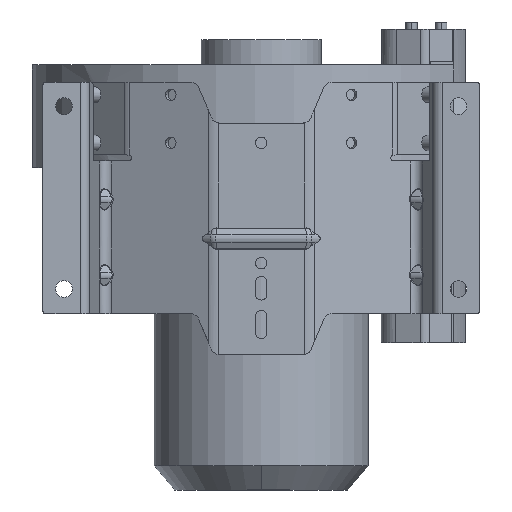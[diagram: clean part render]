
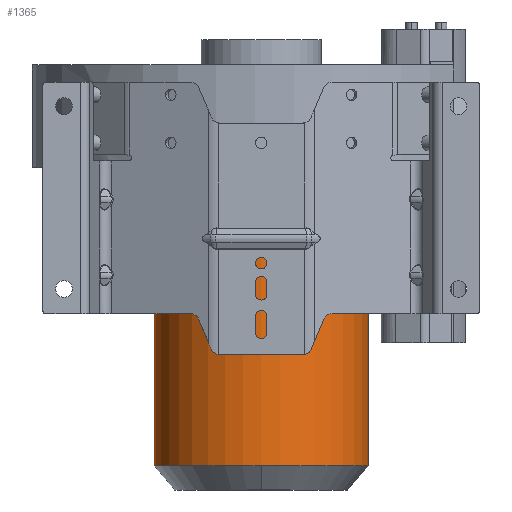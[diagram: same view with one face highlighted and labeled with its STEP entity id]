
A CAD part, front view. The second image highlights one B-rep face of the part: STEP entity #1365.
In plain terms, the highlighted cylindrical face has radius 89 mm (diameter 178 mm), a partial arc.
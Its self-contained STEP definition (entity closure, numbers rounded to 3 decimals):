
#658=CYLINDRICAL_SURFACE('',#9070,89.);
#1007=CIRCLE('',#9067,89.);
#1008=CIRCLE('',#9068,89.);
#1009=CIRCLE('',#9069,89.);
#1365=ADVANCED_FACE('',(#2043),#658,.T.);
#2043=FACE_OUTER_BOUND('',#2542,.T.);
#2542=EDGE_LOOP('',(#3361,#3362,#3363,#3364,#3365));
#3361=ORIENTED_EDGE('',*,*,#6703,.F.);
#3362=ORIENTED_EDGE('',*,*,#6704,.T.);
#3363=ORIENTED_EDGE('',*,*,#6705,.T.);
#3364=ORIENTED_EDGE('',*,*,#6706,.F.);
#3365=ORIENTED_EDGE('',*,*,#6707,.F.);
#5810=VERTEX_POINT('',#12534);
#5811=VERTEX_POINT('',#12535);
#5812=VERTEX_POINT('',#12537);
#5813=VERTEX_POINT('',#12539);
#5814=VERTEX_POINT('',#12541);
#6703=EDGE_CURVE('',#5810,#5811,#7873,.T.);
#6704=EDGE_CURVE('',#5810,#5812,#1007,.T.);
#6705=EDGE_CURVE('',#5812,#5813,#7874,.T.);
#6706=EDGE_CURVE('',#5814,#5813,#1008,.T.);
#6707=EDGE_CURVE('',#5811,#5814,#1009,.T.);
#7873=LINE('',#12533,#8428);
#7874=LINE('',#12538,#8429);
#8428=VECTOR('',#10219,1.);
#8429=VECTOR('',#10222,1.);
#9067=AXIS2_PLACEMENT_3D('',#12536,#10220,#10221);
#9068=AXIS2_PLACEMENT_3D('',#12540,#10223,#10224);
#9069=AXIS2_PLACEMENT_3D('',#12542,#10225,#10226);
#9070=AXIS2_PLACEMENT_3D('',#12543,#10227,#10228);
#10219=DIRECTION('',(0.,0.,-1.));
#10220=DIRECTION('',(0.,0.,-1.));
#10221=DIRECTION('',(1.,0.,0.));
#10222=DIRECTION('',(0.,0.,-1.));
#10223=DIRECTION('',(0.,0.,-1.));
#10224=DIRECTION('',(1.,0.,0.));
#10225=DIRECTION('',(0.,0.,-1.));
#10226=DIRECTION('',(1.,0.,0.));
#10227=DIRECTION('',(0.,0.,-1.));
#10228=DIRECTION('',(1.,0.,0.));
#12533=CARTESIAN_POINT('',(89.,0.,-40.8));
#12534=CARTESIAN_POINT('',(89.,0.,-40.8));
#12535=CARTESIAN_POINT('',(89.,0.,-288.499));
#12536=CARTESIAN_POINT('',(0.,0.,-40.8));
#12537=CARTESIAN_POINT('',(-89.,0.,-40.8));
#12538=CARTESIAN_POINT('',(-89.,0.,-40.8));
#12539=CARTESIAN_POINT('',(-89.,0.,-288.499));
#12540=CARTESIAN_POINT('',(0.,0.,-288.499));
#12541=CARTESIAN_POINT('',(0.,-89.,-288.499));
#12542=CARTESIAN_POINT('',(0.,0.,-288.499));
#12543=CARTESIAN_POINT('',(0.,0.,-40.8));
